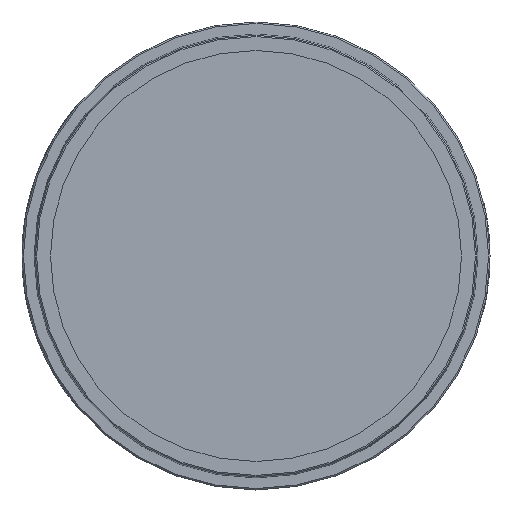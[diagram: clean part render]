
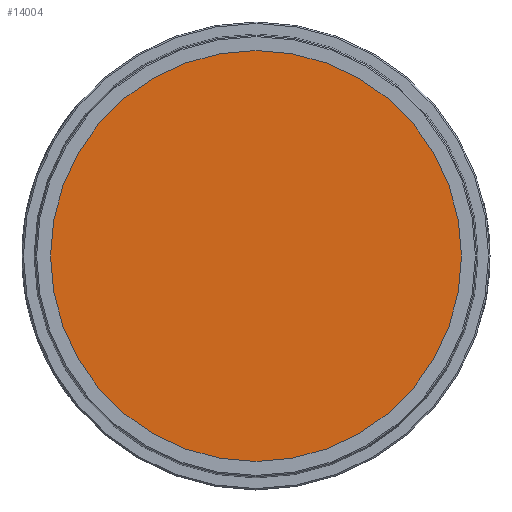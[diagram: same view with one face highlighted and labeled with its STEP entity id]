
A CAD part, left-side view. The second image highlights one B-rep face of the part: STEP entity #14004.
In plain terms, the highlighted planar face has unit normal (-1, 0, 0).
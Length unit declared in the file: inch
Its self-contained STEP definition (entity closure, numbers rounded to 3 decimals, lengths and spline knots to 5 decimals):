
#557 = VERTEX_POINT ( 'NONE', #12022 ) ;
#775 = AXIS2_PLACEMENT_3D ( 'NONE', #6471, #1125, #10486 ) ;
#920 = EDGE_CURVE ( 'NONE', #5205, #557, #9728, .T. ) ;
#1125 = DIRECTION ( 'NONE',  ( 1., 0., 0. ) ) ;
#1613 = CARTESIAN_POINT ( 'NONE',  ( -0.155, 0., 0. ) ) ;
#3774 = CARTESIAN_POINT ( 'NONE',  ( -0.155, 0., 0. ) ) ;
#3914 = ORIENTED_EDGE ( 'NONE', *, *, #920, .T. ) ;
#4695 = AXIS2_PLACEMENT_3D ( 'NONE', #3774, #13140, #5111 ) ;
#5103 = PLANE ( 'NONE',  #775 ) ;
#5111 = DIRECTION ( 'NONE',  ( 0., 0., -1. ) ) ;
#5205 = VERTEX_POINT ( 'NONE', #5560 ) ;
#5560 = CARTESIAN_POINT ( 'NONE',  ( -0.155, 0., -1.46654 ) ) ;
#6006 = AXIS2_PLACEMENT_3D ( 'NONE', #1613, #7516, #8787 ) ;
#6471 = CARTESIAN_POINT ( 'NONE',  ( -0.155, 0., 0. ) ) ;
#7516 = DIRECTION ( 'NONE',  ( -1., 0., 0. ) ) ;
#7789 = ORIENTED_EDGE ( 'NONE', *, *, #9878, .T. ) ;
#8787 = DIRECTION ( 'NONE',  ( 0., 0., -1. ) ) ;
#9728 = CIRCLE ( 'NONE', #6006, 1.46654 ) ;
#9878 = EDGE_CURVE ( 'NONE', #557, #5205, #15418, .T. ) ;
#10486 = DIRECTION ( 'NONE',  ( 0., 0., -1. ) ) ;
#12022 = CARTESIAN_POINT ( 'NONE',  ( -0.155, 0., 1.46654 ) ) ;
#13140 = DIRECTION ( 'NONE',  ( -1., 0., 0. ) ) ;
#14004 = ADVANCED_FACE ( 'NONE', ( #14106 ), #5103, .F. ) ;
#14106 = FACE_OUTER_BOUND ( 'NONE', #16567, .T. ) ;
#15418 = CIRCLE ( 'NONE', #4695, 1.46654 ) ;
#16567 = EDGE_LOOP ( 'NONE', ( #3914, #7789 ) ) ;
